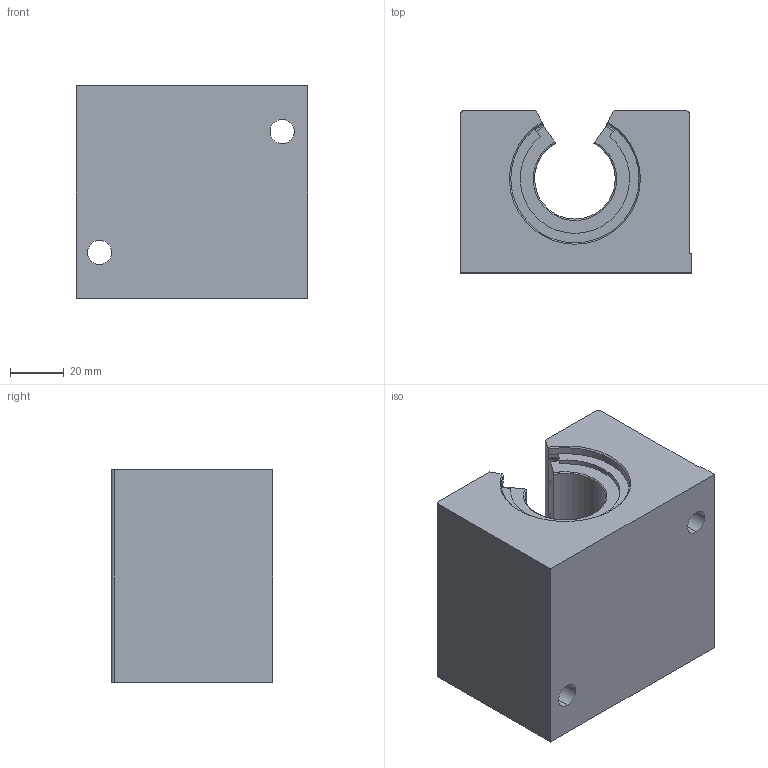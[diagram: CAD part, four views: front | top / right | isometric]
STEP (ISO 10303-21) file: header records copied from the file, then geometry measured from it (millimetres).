
FILE_DESCRIPTION (( 'STEP AP214' ), '1' );
FILE_NAME ('PillowBlock_17060F429B.step', '2022-09-28T01:53:09', ( '' ), ( '' ), 'SwSTEP 2.0', 'SolidWorks 2019', '' );
FILE_SCHEMA (( 'AUTOMOTIVE_DESIGN' ));
Length unit declared in the file: inch
Products named in the file (3): VKVcPO5FPM_CADModel_0; PillowBlock_17060F429B
Assembly tree (1 placements, depth 2):
  VKVcPO5FPM_CADModel_0
  PillowBlock_17060F429B
    VKVcPO5FPM_CADModel_0
Bounding box: 86.18 x 60.25 x 78.99 mm (x, y, z)
Volume: 304963.5 mm3; surface area: 77011.8 mm2
Topology: 8 solids, 8 shells, 207 faces, 539 edges, 344 vertices
Faces by surface type: cylinder 96, cone 49, plane 48, torus 10, bspline 4
Entity records: 9914 total; most frequent: CARTESIAN_POINT 1939, DIRECTION 1103, ORIENTED_EDGE 1070, EDGE_CURVE 535, AXIS2_PLACEMENT_3D 440, VERTEX_POINT 344, CIRCLE 232, VECTOR 223
